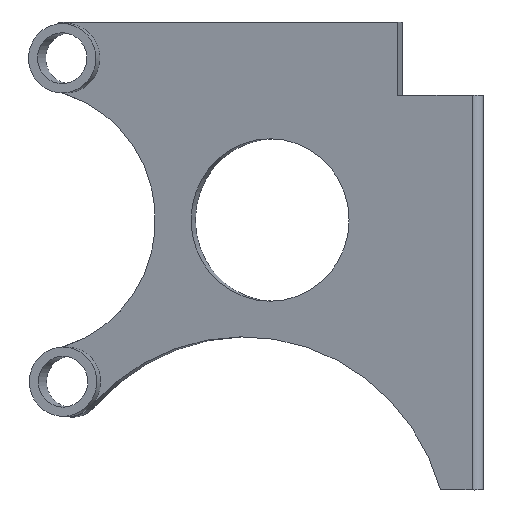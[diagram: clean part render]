
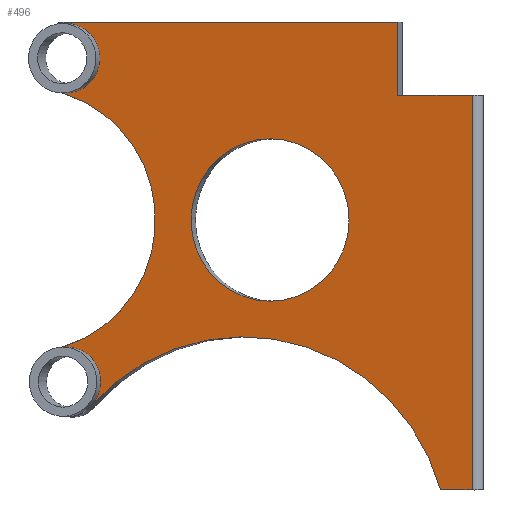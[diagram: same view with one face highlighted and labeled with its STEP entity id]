
A CAD part, top view. The second image highlights one B-rep face of the part: STEP entity #496.
In plain terms, the highlighted planar face has unit normal (-0.235, 0, 0.972).
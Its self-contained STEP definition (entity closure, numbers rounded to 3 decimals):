
#32 = VERTEX_POINT('',#33);
#33 = CARTESIAN_POINT('',(-33.104,-11.555,
    -0.835));
#40 = EDGE_CURVE('',#41,#32,#43,.T.);
#41 = VERTEX_POINT('',#42);
#42 = CARTESIAN_POINT('',(-2.928,-18.893,6.459));
#43 = CIRCLE('',#44,18.288);
#44 = AXIS2_PLACEMENT_3D('',#45,#46,#47);
#45 = CARTESIAN_POINT('',(-20.017,-23.932,2.329)
  );
#46 = DIRECTION('',(-0.235,0.,0.972));
#47 = DIRECTION('',(-0.972,0.,-0.235));
#450 = EDGE_CURVE('',#451,#41,#453,.T.);
#451 = VERTEX_POINT('',#452);
#452 = CARTESIAN_POINT('',(-0.186,-18.893,7.122));
#453 = LINE('',#454,#455);
#454 = CARTESIAN_POINT('',(8.122,-18.893,9.13));
#455 = VECTOR('',#456,1.);
#456 = DIRECTION('',(-0.972,0.,-0.235
    ));
#496 = ADVANCED_FACE('',(#497,#582),#593,.T.);
#497 = FACE_BOUND('',#498,.T.);
#498 = EDGE_LOOP('',(#499,#509,#517,#526,#534,#543,#551,#558,#559,#560,
    #568,#576));
#499 = ORIENTED_EDGE('',*,*,#500,.F.);
#500 = EDGE_CURVE('',#501,#503,#505,.T.);
#501 = VERTEX_POINT('',#502);
#502 = CARTESIAN_POINT('',(-35.365,21.59,-1.381));
#503 = VERTEX_POINT('',#504);
#504 = CARTESIAN_POINT('',(-6.616,21.59,5.568));
#505 = LINE('',#506,#507);
#506 = CARTESIAN_POINT('',(-35.365,21.59,-1.381));
#507 = VECTOR('',#508,1.);
#508 = DIRECTION('',(0.972,0.,0.235));
#509 = ORIENTED_EDGE('',*,*,#510,.T.);
#510 = EDGE_CURVE('',#501,#511,#513,.T.);
#511 = VERTEX_POINT('',#512);
#512 = CARTESIAN_POINT('',(-35.365,21.465,
    -1.381));
#513 = LINE('',#514,#515);
#514 = CARTESIAN_POINT('',(-35.365,21.59,-1.381));
#515 = VECTOR('',#516,1.);
#516 = DIRECTION('',(0.,-1.,0.));
#517 = ORIENTED_EDGE('',*,*,#518,.T.);
#518 = EDGE_CURVE('',#511,#519,#521,.T.);
#519 = VERTEX_POINT('',#520);
#520 = CARTESIAN_POINT('',(-35.365,15.466,
    -1.381));
#521 = CIRCLE('',#522,3.);
#522 = AXIS2_PLACEMENT_3D('',#523,#524,#525);
#523 = CARTESIAN_POINT('',(-35.322,18.466,-1.371));
#524 = DIRECTION('',(0.235,0.,-0.972));
#525 = DIRECTION('',(-0.972,0.,-0.235));
#526 = ORIENTED_EDGE('',*,*,#527,.T.);
#527 = EDGE_CURVE('',#519,#528,#530,.T.);
#528 = VERTEX_POINT('',#529);
#529 = CARTESIAN_POINT('',(-35.365,15.363,
    -1.381));
#530 = LINE('',#531,#532);
#531 = CARTESIAN_POINT('',(-35.365,21.59,-1.381));
#532 = VECTOR('',#533,1.);
#533 = DIRECTION('',(0.,-1.,0.));
#534 = ORIENTED_EDGE('',*,*,#535,.F.);
#535 = EDGE_CURVE('',#536,#528,#538,.T.);
#536 = VERTEX_POINT('',#537);
#537 = CARTESIAN_POINT('',(-35.365,-6.441,
    -1.381));
#538 = CIRCLE('',#539,11.43);
#539 = AXIS2_PLACEMENT_3D('',#540,#541,#542);
#540 = CARTESIAN_POINT('',(-38.702,4.461,
    -2.188));
#541 = DIRECTION('',(-0.235,0.,0.972)
  );
#542 = DIRECTION('',(-0.972,0.,-0.235));
#543 = ORIENTED_EDGE('',*,*,#544,.T.);
#544 = EDGE_CURVE('',#536,#545,#547,.T.);
#545 = VERTEX_POINT('',#546);
#546 = CARTESIAN_POINT('',(-35.365,-6.527,
    -1.381));
#547 = LINE('',#548,#549);
#548 = CARTESIAN_POINT('',(-35.365,21.59,-1.381));
#549 = VECTOR('',#550,1.);
#550 = DIRECTION('',(0.,-1.,0.));
#551 = ORIENTED_EDGE('',*,*,#552,.T.);
#552 = EDGE_CURVE('',#545,#32,#553,.T.);
#553 = CIRCLE('',#554,3.);
#554 = AXIS2_PLACEMENT_3D('',#555,#556,#557);
#555 = CARTESIAN_POINT('',(-35.251,-9.525,-1.353));
#556 = DIRECTION('',(0.235,0.,-0.972));
#557 = DIRECTION('',(-0.972,0.,-0.235));
#558 = ORIENTED_EDGE('',*,*,#40,.F.);
#559 = ORIENTED_EDGE('',*,*,#450,.F.);
#560 = ORIENTED_EDGE('',*,*,#561,.F.);
#561 = EDGE_CURVE('',#562,#451,#564,.T.);
#562 = VERTEX_POINT('',#563);
#563 = CARTESIAN_POINT('',(-0.186,15.256,7.122));
#564 = LINE('',#565,#566);
#565 = CARTESIAN_POINT('',(-0.186,21.59,7.122));
#566 = VECTOR('',#567,1.);
#567 = DIRECTION('',(0.,-1.,0.));
#568 = ORIENTED_EDGE('',*,*,#569,.F.);
#569 = EDGE_CURVE('',#570,#562,#572,.T.);
#570 = VERTEX_POINT('',#571);
#571 = CARTESIAN_POINT('',(-6.616,15.256,5.568));
#572 = LINE('',#573,#574);
#573 = CARTESIAN_POINT('',(-6.616,15.256,5.568));
#574 = VECTOR('',#575,1.);
#575 = DIRECTION('',(0.972,0.,0.235));
#576 = ORIENTED_EDGE('',*,*,#577,.F.);
#577 = EDGE_CURVE('',#503,#570,#578,.T.);
#578 = LINE('',#579,#580);
#579 = CARTESIAN_POINT('',(-6.616,22.625,5.568));
#580 = VECTOR('',#581,1.);
#581 = DIRECTION('',(0.,-1.,0.));
#582 = FACE_BOUND('',#583,.T.);
#583 = EDGE_LOOP('',(#584));
#584 = ORIENTED_EDGE('',*,*,#585,.F.);
#585 = EDGE_CURVE('',#586,#586,#588,.T.);
#586 = VERTEX_POINT('',#587);
#587 = CARTESIAN_POINT('',(-24.506,4.461,1.244
    ));
#588 = CIRCLE('',#589,7.032);
#589 = AXIS2_PLACEMENT_3D('',#590,#591,#592);
#590 = CARTESIAN_POINT('',(-17.671,4.461,2.896
    ));
#591 = DIRECTION('',(-0.235,0.,0.972)
  );
#592 = DIRECTION('',(-0.972,0.,-0.235));
#593 = PLANE('',#594);
#594 = AXIS2_PLACEMENT_3D('',#595,#596,#597);
#595 = CARTESIAN_POINT('',(-35.365,21.59,-1.381));
#596 = DIRECTION('',(-0.235,0.,0.972));
#597 = DIRECTION('',(0.972,0.,0.235));
